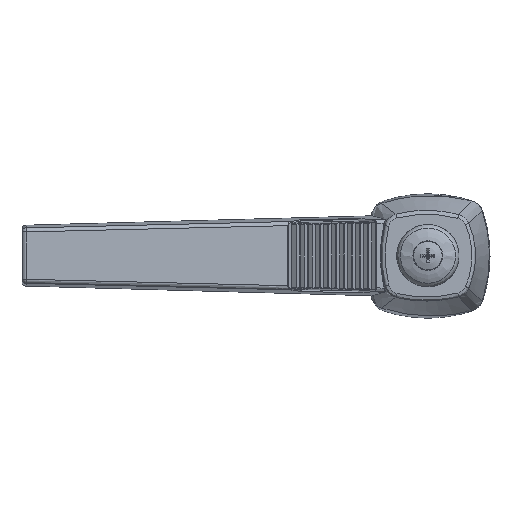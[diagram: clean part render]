
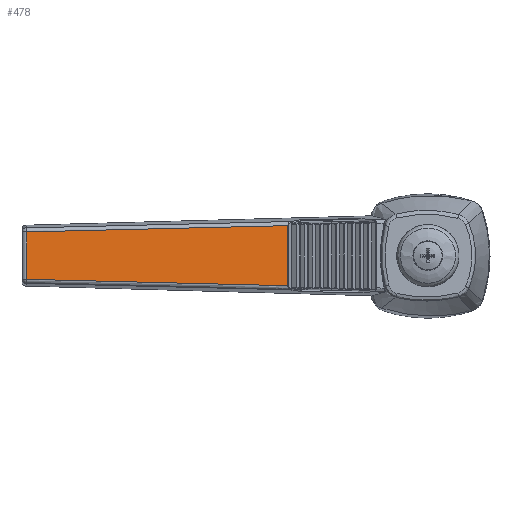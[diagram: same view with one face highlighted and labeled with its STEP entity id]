
A CAD part, top view. The second image highlights one B-rep face of the part: STEP entity #478.
In plain terms, the highlighted planar face has unit normal (0.167, 0, 0.986).
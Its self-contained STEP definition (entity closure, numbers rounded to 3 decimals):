
#478 = ADVANCED_FACE( '', ( #1225 ), #1226, .T. );
#1225 = FACE_OUTER_BOUND( '', #3336, .T. );
#1226 = PLANE( '', #3337 );
#3336 = EDGE_LOOP( '', ( #10048, #10049, #10050, #10051 ) );
#3337 = AXIS2_PLACEMENT_3D( '', #10052, #10053, #10054 );
#10048 = ORIENTED_EDGE( '', *, *, #12130, .T. );
#10049 = ORIENTED_EDGE( '', *, *, #12218, .T. );
#10050 = ORIENTED_EDGE( '', *, *, #12219, .T. );
#10051 = ORIENTED_EDGE( '', *, *, #12220, .T. );
#10052 = CARTESIAN_POINT( '', ( -7.346, 9., 38.229 ) );
#10053 = DIRECTION( '', ( 0.167, 0., 0.986 ) );
#10054 = DIRECTION( '', ( 0.986, 0., -0.167 ) );
#12130 = EDGE_CURVE( '', #13338, #13336, #13339, .T. );
#12218 = EDGE_CURVE( '', #13336, #13478, #13479, .T. );
#12219 = EDGE_CURVE( '', #13478, #13480, #13481, .T. );
#12220 = EDGE_CURVE( '', #13480, #13338, #13482, .F. );
#13336 = VERTEX_POINT( '', #15395 );
#13338 = VERTEX_POINT( '', #15435 );
#13339 = B_SPLINE_CURVE_WITH_KNOTS( '', 3, ( #15436, #15437, #15438, #15439, #15440, #15441, #15442, #15443 ), .UNSPECIFIED., .F., .F., ( 4, 2, 2, 4 ), ( 0., 0.016, 0.033, 0.066 ), .UNSPECIFIED. );
#13478 = VERTEX_POINT( '', #15909 );
#13479 = LINE( '', #15910, #15911 );
#13480 = VERTEX_POINT( '', #15912 );
#13481 = B_SPLINE_CURVE_WITH_KNOTS( '', 3, ( #15913, #15914, #15915, #15916, #15917, #15918, #15919, #15920 ), .UNSPECIFIED., .F., .F., ( 4, 2, 2, 4 ), ( 0., 0.033, 0.049, 0.066 ), .UNSPECIFIED. );
#13482 = LINE( '', #15921, #15922 );
#15395 = CARTESIAN_POINT( '', ( -34.597, -7.427, 42.85 ) );
#15435 = CARTESIAN_POINT( '', ( -99.183, -5.857, 53.802 ) );
#15436 = CARTESIAN_POINT( '', ( -99.183, -5.857, 53.802 ) );
#15437 = CARTESIAN_POINT( '', ( -93.801, -5.986, 52.889 ) );
#15438 = CARTESIAN_POINT( '', ( -88.418, -6.116, 51.977 ) );
#15439 = CARTESIAN_POINT( '', ( -77.654, -6.377, 50.151 ) );
#15440 = CARTESIAN_POINT( '', ( -72.272, -6.508, 49.239 ) );
#15441 = CARTESIAN_POINT( '', ( -56.125, -6.901, 46.501 ) );
#15442 = CARTESIAN_POINT( '', ( -45.361, -7.163, 44.675 ) );
#15443 = CARTESIAN_POINT( '', ( -34.597, -7.427, 42.85 ) );
#15909 = CARTESIAN_POINT( '', ( -34.597, 7.427, 42.85 ) );
#15910 = CARTESIAN_POINT( '', ( -34.597, 9., 42.85 ) );
#15911 = VECTOR( '', #18909, 1000. );
#15912 = CARTESIAN_POINT( '', ( -99.183, 5.857, 53.802 ) );
#15913 = CARTESIAN_POINT( '', ( -34.597, 7.427, 42.85 ) );
#15914 = CARTESIAN_POINT( '', ( -45.361, 7.163, 44.675 ) );
#15915 = CARTESIAN_POINT( '', ( -56.125, 6.901, 46.501 ) );
#15916 = CARTESIAN_POINT( '', ( -72.272, 6.508, 49.239 ) );
#15917 = CARTESIAN_POINT( '', ( -77.654, 6.377, 50.151 ) );
#15918 = CARTESIAN_POINT( '', ( -88.418, 6.116, 51.977 ) );
#15919 = CARTESIAN_POINT( '', ( -93.801, 5.986, 52.889 ) );
#15920 = CARTESIAN_POINT( '', ( -99.183, 5.857, 53.802 ) );
#15921 = CARTESIAN_POINT( '', ( -99.183, -6.7, 53.802 ) );
#15922 = VECTOR( '', #18910, 1000. );
#18909 = DIRECTION( '', ( 0., 1., 0. ) );
#18910 = DIRECTION( '', ( 0., 1., 0. ) );
